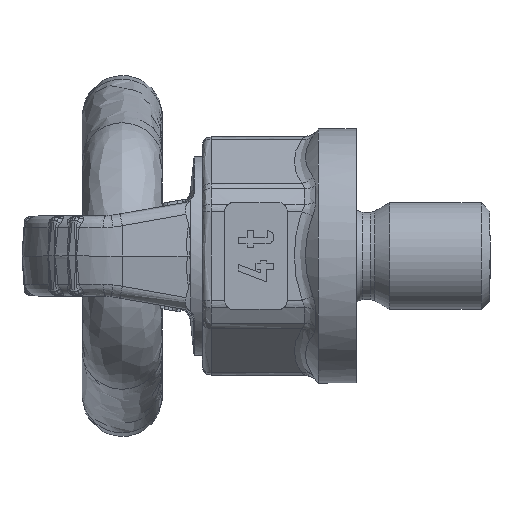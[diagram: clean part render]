
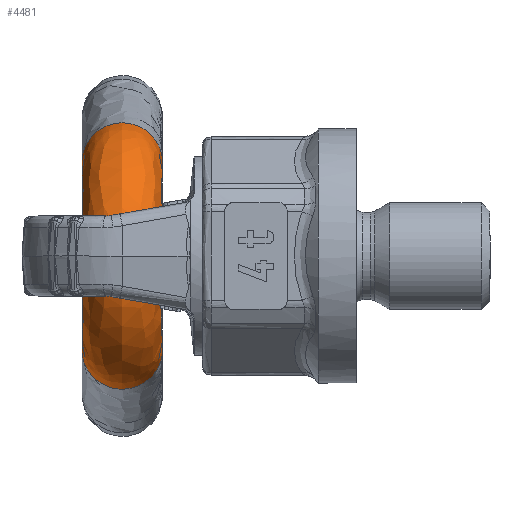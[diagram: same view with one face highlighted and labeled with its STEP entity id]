
A CAD part, front view. The second image highlights one B-rep face of the part: STEP entity #4481.
In plain terms, the highlighted free-form (B-spline) face has degree [2, 2] with [5, 7] control points.
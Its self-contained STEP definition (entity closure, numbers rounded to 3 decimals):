
#4112=CARTESIAN_POINT('V3024',(-54.5,
   18.4,21.066));
#4113=VERTEX_POINT('V3024',#4112);
#4114=CARTESIAN_POINT('V3026',(-45.5,
   16.6,29.884));
#4115=VERTEX_POINT('V3026',#4114);
#4116=CARTESIAN_POINT('E1611',(-54.5,
   18.4,21.066));
#4117=CARTESIAN_POINT('E1611',(-54.5,
   16.6,29.884));
#4118=CARTESIAN_POINT('E1611',(-45.5,
   16.6,29.884));
#4126=(BOUNDED_CURVE()B_SPLINE_CURVE(2,(#4116,#4117,#4118),
   .CIRCULAR_ARC.,.F.,.U.)B_SPLINE_CURVE_WITH_KNOTS((3,3),(0.0,
   0.466),.UNSPECIFIED.)CURVE()
   GEOMETRIC_REPRESENTATION_ITEM()RATIONAL_B_SPLINE_CURVE((1.0,
   0.634,0.804))REPRESENTATION_ITEM('E1611')
   );
#4127=EDGE_CURVE('E1611',#4113,#4115,#4126,.T.);
#4129=CARTESIAN_POINT('E1612',(-45.5,
   16.6,29.884));
#4130=CARTESIAN_POINT('E1612',(-43.088,
   16.6,29.884));
#4131=CARTESIAN_POINT('E1612',(-41.0,16.841,
   28.702));
#4132=CARTESIAN_POINT('E1612',(-27.5,
   18.4,21.066));
#4133=CARTESIAN_POINT('E1612',(-41.0,19.959,
   13.429));
#4134=CARTESIAN_POINT('E1612',(-54.5,
   21.518,5.792));
#4135=CARTESIAN_POINT('E1612',(-54.5,
   18.4,21.066));
#4143=(BOUNDED_CURVE()B_SPLINE_CURVE(2,(#4129,#4130,#4131,#4132,
   #4133,#4134,#4135),.CIRCULAR_ARC.,.F.,.U.)
   B_SPLINE_CURVE_WITH_KNOTS((3,2,2,3),(0.466,
   0.636,1.273,1.909),
   .UNSPECIFIED.)CURVE()GEOMETRIC_REPRESENTATION_ITEM()
   RATIONAL_B_SPLINE_CURVE((0.804,0.866,
   1.0,0.5,1.0,0.5,1.0))
   REPRESENTATION_ITEM('E1612'));
#4144=EDGE_CURVE('E1612',#4115,#4113,#4143,.T.);
#4359=CARTESIAN_POINT('V3029',(-54.5,
   18.4,-21.066));
#4360=VERTEX_POINT('V3029',#4359);
#4366=CARTESIAN_POINT('V3030',(-45.5,
   16.6,-29.884));
#4367=VERTEX_POINT('V3030',#4366);
#4368=CARTESIAN_POINT('E1619',(-54.5,
   18.4,-21.066));
#4369=CARTESIAN_POINT('E1619',(-54.5,
   21.518,-5.792));
#4370=CARTESIAN_POINT('E1619',(-41.0,19.959,
   -13.429));
#4371=CARTESIAN_POINT('E1619',(-27.5,
   18.4,-21.066));
#4372=CARTESIAN_POINT('E1619',(-41.0,16.841,
   -28.702));
#4373=CARTESIAN_POINT('E1619',(-43.088,
   16.6,-29.884));
#4374=CARTESIAN_POINT('E1619',(-45.5,
   16.6,-29.884));
#4382=(BOUNDED_CURVE()B_SPLINE_CURVE(2,(#4368,#4369,#4370,#4371,
   #4372,#4373,#4374),.CIRCULAR_ARC.,.F.,.U.)
   B_SPLINE_CURVE_WITH_KNOTS((3,2,2,3),(0.466,
   1.102,1.739,1.909),
   .UNSPECIFIED.)CURVE()GEOMETRIC_REPRESENTATION_ITEM()
   RATIONAL_B_SPLINE_CURVE((1.0,0.5,1.0,
   0.5,1.0,0.866,0.804))
   REPRESENTATION_ITEM('E1619'));
#4383=EDGE_CURVE('E1619',#4360,#4367,#4382,.T.);
#4385=CARTESIAN_POINT('E1620',(-45.5,
   16.6,-29.884));
#4386=CARTESIAN_POINT('E1620',(-54.5,
   16.6,-29.884));
#4387=CARTESIAN_POINT('E1620',(-54.5,
   18.4,-21.066));
#4395=(BOUNDED_CURVE()B_SPLINE_CURVE(2,(#4385,#4386,#4387),
   .CIRCULAR_ARC.,.F.,.U.)B_SPLINE_CURVE_WITH_KNOTS((3,3),(0.0,
   0.466),.UNSPECIFIED.)CURVE()
   GEOMETRIC_REPRESENTATION_ITEM()RATIONAL_B_SPLINE_CURVE((
   0.804,0.634,1.0))REPRESENTATION_ITEM(
   'E1620'));
#4396=EDGE_CURVE('E1620',#4367,#4360,#4395,.T.);
#4416=CARTESIAN_POINT('F659',(-45.5,27.217,
   30.164));
#4417=CARTESIAN_POINT('F659',(-45.5,-7.8,
   35.407));
#4418=CARTESIAN_POINT('F659',(-45.5,-7.8,
   0.));
#4419=CARTESIAN_POINT('F659',(-45.5,-7.8,
   -35.407));
#4420=CARTESIAN_POINT('F659',(-45.5,27.217,
   -30.164));
#4421=CARTESIAN_POINT('F659',(-29.912,27.217,
   30.164));
#4422=CARTESIAN_POINT('F659',(-29.912,-7.8,
   35.407));
#4423=CARTESIAN_POINT('F659',(-29.912,-7.8,
   0.));
#4424=CARTESIAN_POINT('F659',(-29.912,-7.8,
   -35.407));
#4425=CARTESIAN_POINT('F659',(-29.912,27.217,
   -30.164));
#4426=CARTESIAN_POINT('F659',(-37.706,25.218,
   16.813));
#4427=CARTESIAN_POINT('F659',(-37.706,5.7,
   19.735));
#4428=CARTESIAN_POINT('F659',(-37.706,5.7,
   0.));
#4429=CARTESIAN_POINT('F659',(-37.706,5.7,
   -19.735));
#4430=CARTESIAN_POINT('F659',(-37.706,25.218,
   -16.813));
#4431=CARTESIAN_POINT('F659',(-45.5,23.218,
   3.461));
#4432=CARTESIAN_POINT('F659',(-45.5,19.2,
   4.063));
#4433=CARTESIAN_POINT('F659',(-45.5,19.2,
   0.));
#4434=CARTESIAN_POINT('F659',(-45.5,19.2,
   -4.063));
#4435=CARTESIAN_POINT('F659',(-45.5,23.218,
   -3.461));
#4436=CARTESIAN_POINT('F659',(-53.294,25.218,
   16.813));
#4437=CARTESIAN_POINT('F659',(-53.294,5.7,
   19.735));
#4438=CARTESIAN_POINT('F659',(-53.294,5.7,
   0.));
#4439=CARTESIAN_POINT('F659',(-53.294,5.7,
   -19.735));
#4440=CARTESIAN_POINT('F659',(-53.294,25.218,
   -16.813));
#4441=CARTESIAN_POINT('F659',(-61.088,27.217,
   30.164));
#4442=CARTESIAN_POINT('F659',(-61.088,-7.8,
   35.407));
#4443=CARTESIAN_POINT('F659',(-61.088,-7.8,
   0.));
#4444=CARTESIAN_POINT('F659',(-61.088,-7.8,
   -35.407));
#4445=CARTESIAN_POINT('F659',(-61.088,27.217,
   -30.164));
#4446=CARTESIAN_POINT('F659',(-45.5,27.217,
   30.164));
#4447=CARTESIAN_POINT('F659',(-45.5,-7.8,
   35.407));
#4448=CARTESIAN_POINT('F659',(-45.5,-7.8,
   0.));
#4449=CARTESIAN_POINT('F659',(-45.5,-7.8,
   -35.407));
#4450=CARTESIAN_POINT('F659',(-45.5,27.217,
   -30.164));
#4458=(BOUNDED_SURFACE()B_SPLINE_SURFACE(2,2,((#4416,#4421,#4426,
   #4431,#4436,#4441,#4446),(#4417,#4422,#4427,#4432,#4437,#4442,
   #4447),(#4418,#4423,#4428,#4433,#4438,#4443,#4448),(#4419,
   #4424,#4429,#4434,#4439,#4444,#4449),(#4420,#4425,#4430,#4435,
   #4440,#4445,#4450)),.TOROIDAL_SURF.,.F.,.T.,.U.)
   B_SPLINE_SURFACE_WITH_KNOTS((3,2,3),(3,2,2,3),(0.0,
   0.5,1.0),(0.0,0.537,1.074,
   1.611),.UNSPECIFIED.)GEOMETRIC_REPRESENTATION_ITEM()
   RATIONAL_B_SPLINE_SURFACE(((1.0,0.5,1.0,
   0.5,1.0,0.5,1.0),(0.653,
   0.326,0.653,0.326,
   0.653,0.326,0.653),(1.0,
   0.5,1.0,0.5,1.0,0.5,1.0),
(0.653,0.326,0.653,
   0.326,0.653,0.326,
   0.653),(1.0,0.5,1.0,0.5,
   1.0,0.5,1.0)))REPRESENTATION_ITEM('F659')SURFACE()
   );
#4459=ORIENTED_EDGE('E1620',*,*,#4396,.F.);
#4460=CARTESIAN_POINT('E1621',(-45.5,
   16.6,-29.884));
#4461=CARTESIAN_POINT('E1621',(-45.5,
   -7.8,-24.903));
#4462=CARTESIAN_POINT('E1621',(-45.5,
   -7.8,0.));
#4463=CARTESIAN_POINT('E1621',(-45.5,
   -7.8,24.903));
#4464=CARTESIAN_POINT('E1621',(-45.5,
   16.6,29.884));
#4472=(BOUNDED_CURVE()B_SPLINE_CURVE(2,(#4460,#4461,#4462,#4463,
   #4464),.CIRCULAR_ARC.,.F.,.U.)B_SPLINE_CURVE_WITH_KNOTS((3,2,3),
   (0.108,0.5,0.892),
   .UNSPECIFIED.)CURVE()GEOMETRIC_REPRESENTATION_ITEM()
   RATIONAL_B_SPLINE_CURVE((0.882,0.728,
   1.0,0.728,0.882))REPRESENTATION_ITEM(
   'E1621'));
#4473=EDGE_CURVE('E1621',#4367,#4115,#4472,.T.);
#4474=ORIENTED_EDGE('E1621',*,*,#4473,.T.);
#4475=ORIENTED_EDGE('E1611',*,*,#4127,.F.);
#4476=ORIENTED_EDGE('E1612',*,*,#4144,.F.);
#4477=ORIENTED_EDGE('E1621',*,*,#4473,.F.);
#4478=ORIENTED_EDGE('E1619',*,*,#4383,.F.);
#4479=EDGE_LOOP('F659',(#4459,#4474,#4475,#4476,#4477,#4478));
#4480=FACE_OUTER_BOUND('F659',#4479,.T.);
#4481=ADVANCED_FACE('F659',(#4480),#4458,.T.);
